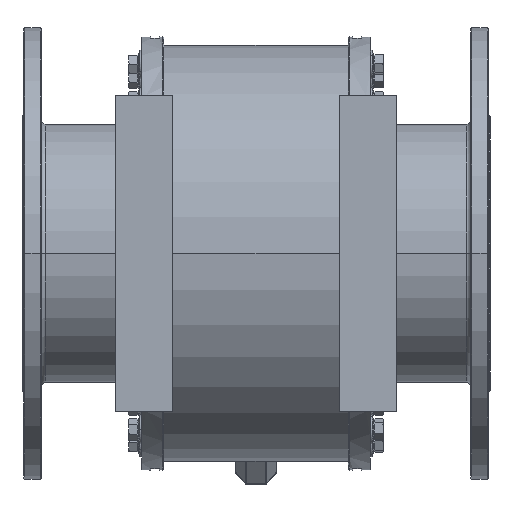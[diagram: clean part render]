
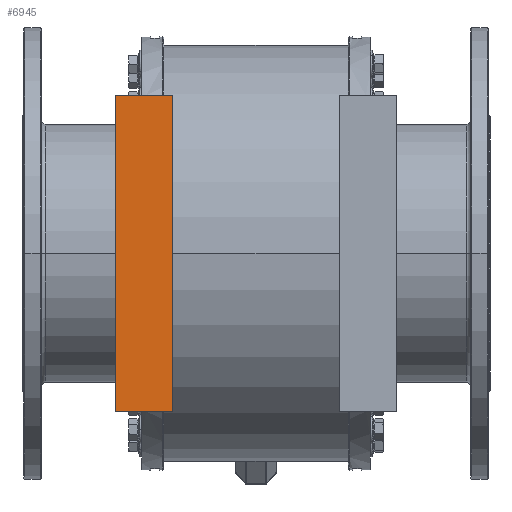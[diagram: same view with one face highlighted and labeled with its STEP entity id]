
A CAD part, front view. The second image highlights one B-rep face of the part: STEP entity #6945.
In plain terms, the highlighted planar face has unit normal (0, -1, 0).
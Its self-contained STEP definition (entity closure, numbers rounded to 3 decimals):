
#651 = ORIENTED_EDGE ( 'NONE', *, *, #7448, .T. ) ;
#1023 = CARTESIAN_POINT ( 'NONE',  ( -160., -361., -180. ) ) ;
#1724 = LINE ( 'NONE', #9081, #11858 ) ;
#1900 = EDGE_CURVE ( 'NONE', #5553, #11115, #1724, .T. ) ;
#2078 = LINE ( 'NONE', #6219, #11343 ) ;
#2338 = EDGE_LOOP ( 'NONE', ( #651, #10732, #10014, #3307 ) ) ;
#2446 = VECTOR ( 'NONE', #4914, 1000. ) ;
#2737 = LINE ( 'NONE', #13083, #5955 ) ;
#3307 = ORIENTED_EDGE ( 'NONE', *, *, #4128, .F. ) ;
#3775 = FACE_OUTER_BOUND ( 'NONE', #2338, .T. ) ;
#4093 = LINE ( 'NONE', #1023, #2446 ) ;
#4128 = EDGE_CURVE ( 'NONE', #9049, #7493, #4093, .T. ) ;
#4449 = CARTESIAN_POINT ( 'NONE',  ( -95., -361., 180. ) ) ;
#4660 = PLANE ( 'NONE',  #8510 ) ;
#4914 = DIRECTION ( 'NONE',  ( 0., 0., 1. ) ) ;
#5553 = VERTEX_POINT ( 'NONE', #9548 ) ;
#5955 = VECTOR ( 'NONE', #10846, 1000. ) ;
#6103 = EDGE_CURVE ( 'NONE', #7493, #11115, #2737, .T. ) ;
#6219 = CARTESIAN_POINT ( 'NONE',  ( -130., -361., -180. ) ) ;
#6945 = ADVANCED_FACE ( 'NONE', ( #3775 ), #4660, .F. ) ;
#7448 = EDGE_CURVE ( 'NONE', #9049, #5553, #2078, .T. ) ;
#7493 = VERTEX_POINT ( 'NONE', #11605 ) ;
#7786 = DIRECTION ( 'NONE',  ( 0., 0., 1. ) ) ;
#8068 = DIRECTION ( 'NONE',  ( 1., 0., 0. ) ) ;
#8510 = AXIS2_PLACEMENT_3D ( 'NONE', #11945, #8818, #7786 ) ;
#8818 = DIRECTION ( 'NONE',  ( 0., 1., 0. ) ) ;
#9016 = DIRECTION ( 'NONE',  ( 0., 0., 1. ) ) ;
#9049 = VERTEX_POINT ( 'NONE', #13343 ) ;
#9081 = CARTESIAN_POINT ( 'NONE',  ( -95., -361., -180. ) ) ;
#9548 = CARTESIAN_POINT ( 'NONE',  ( -95., -361., -180. ) ) ;
#10014 = ORIENTED_EDGE ( 'NONE', *, *, #6103, .F. ) ;
#10732 = ORIENTED_EDGE ( 'NONE', *, *, #1900, .T. ) ;
#10846 = DIRECTION ( 'NONE',  ( 1., 0., 0. ) ) ;
#11115 = VERTEX_POINT ( 'NONE', #4449 ) ;
#11343 = VECTOR ( 'NONE', #8068, 1000. ) ;
#11605 = CARTESIAN_POINT ( 'NONE',  ( -160., -361., 180. ) ) ;
#11858 = VECTOR ( 'NONE', #9016, 1000. ) ;
#11945 = CARTESIAN_POINT ( 'NONE',  ( -130., -361., 0. ) ) ;
#13083 = CARTESIAN_POINT ( 'NONE',  ( -130., -361., 180. ) ) ;
#13343 = CARTESIAN_POINT ( 'NONE',  ( -160., -361., -180. ) ) ;
